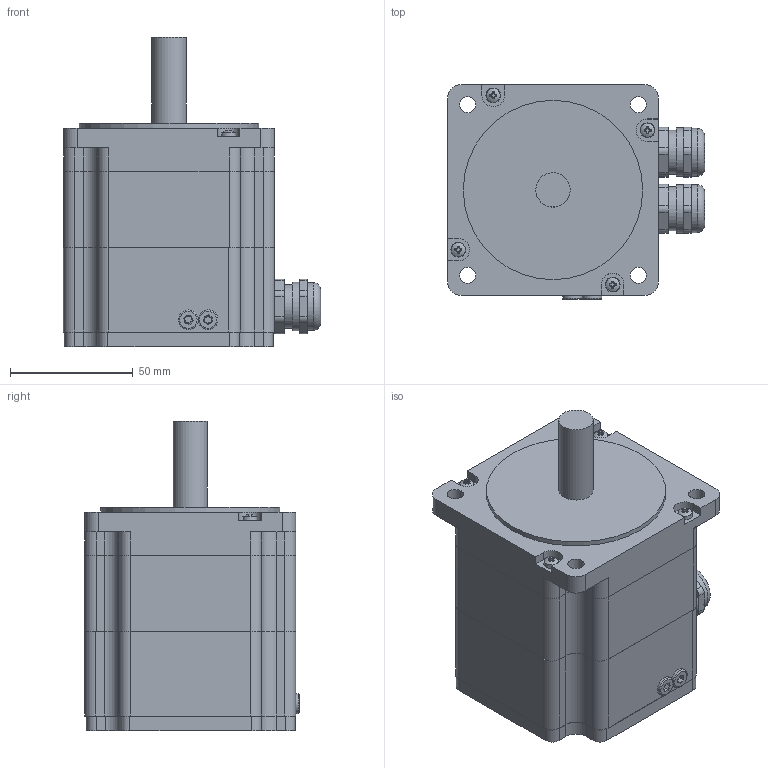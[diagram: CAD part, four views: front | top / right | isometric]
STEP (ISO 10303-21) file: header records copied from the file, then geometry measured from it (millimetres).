
FILE_DESCRIPTION(/* description */ (''),/* implementation_level */ '2;1');
FILE_NAME(/* name */ 'PD6-N8918S6404.stp',/* time_stamp */ '2015-06-11T14:57:58+02:00',/* author */ ('schneid_a'),/* organization */ (''),/* preprocessor_version */ 'ST-DEVELOPER v16.1',/* originating_system */ 'Autodesk Inventor 2016',/* authorisation */ '');
FILE_SCHEMA (('AUTOMOTIVE_DESIGN { 1 0 10303 214 3 1 1 }'));
Length unit declared in the file: centimetre
Products named in the file (1): PD6-N8918S6404
Bounding box: 104.7 x 87.4 x 126 mm (x, y, z)
Volume: 449656.4 mm3; surface area: 106800.4 mm2
Topology: 17 solids, 19 shells, 819 faces, 2194 edges, 1439 vertices
Faces by surface type: plane 380, cylinder 286, cone 121, torus 28, sphere 4
Full cylindrical faces by diameter (mm): 2 x2, 2.459 x6, 2.5 x4, 2.693 x4, 2.75 x4, 3 x8, 3.2 x4, 3.242 x4, 4 x4, 5.4 x4, 5.5 x4, 6 x4, 6.6 x4, 8 x2, 9 x1, 10 x2, 14 x1, 15.5 x2, 17.8 x2, 19.5 x2, 19.8 x2, 25 x1, 32 x1, 51.86 x1, 73.025 x1, 79.5 x1
Entity records: 26030 total; most frequent: CARTESIAN_POINT 4943, DIRECTION 4305, ORIENTED_EDGE 4044, EDGE_CURVE 2022, AXIS2_PLACEMENT_3D 1623, VERTEX_POINT 1399, LINE 1059, VECTOR 1059
